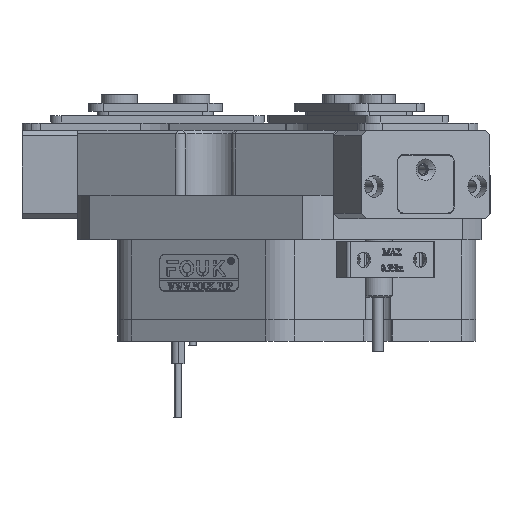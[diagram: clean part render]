
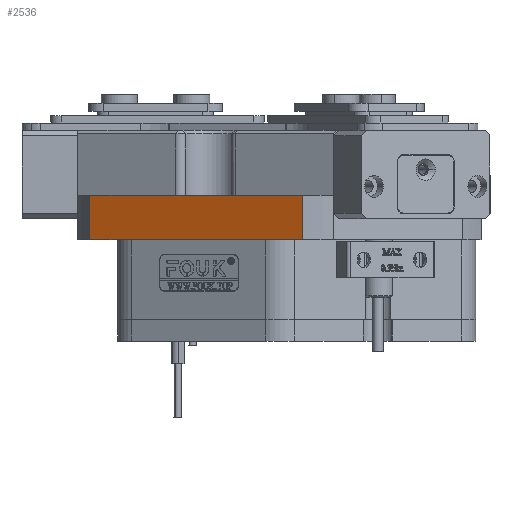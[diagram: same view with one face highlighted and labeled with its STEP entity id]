
A CAD part, front view. The second image highlights one B-rep face of the part: STEP entity #2536.
In plain terms, the highlighted planar face has unit normal (-0.5, -0.866, 0).
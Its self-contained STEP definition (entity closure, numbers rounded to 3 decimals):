
#2536 = ADVANCED_FACE ( 'NONE', ( #23451 ), #17155, .T. ) ;
#6790 = VECTOR ( 'NONE', #21567, 1000. ) ;
#7591 = ORIENTED_EDGE ( 'NONE', *, *, #10161, .T. ) ;
#7767 = VECTOR ( 'NONE', #65918, 1000. ) ;
#8934 = LINE ( 'NONE', #13975, #48852 ) ;
#9863 = EDGE_CURVE ( 'NONE', #27554, #50193, #49221, .T. ) ;
#10161 = EDGE_CURVE ( 'NONE', #28158, #27554, #44382, .T. ) ;
#12743 = CARTESIAN_POINT ( 'NONE',  ( -105., 0., 22. ) ) ;
#13975 = CARTESIAN_POINT ( 'NONE',  ( 3.118, -62.422, 52.3 ) ) ;
#17155 = PLANE ( 'NONE',  #50052 ) ;
#17799 = DIRECTION ( 'NONE',  ( -0.5, -0.866, 0. ) ) ;
#19116 = CARTESIAN_POINT ( 'NONE',  ( -55.618, -28.511, 34.3 ) ) ;
#20197 = EDGE_CURVE ( 'NONE', #50193, #60814, #8934, .T. ) ;
#20528 = ORIENTED_EDGE ( 'NONE', *, *, #9863, .T. ) ;
#21567 = DIRECTION ( 'NONE',  ( 0., 0., -1. ) ) ;
#22710 = DIRECTION ( 'NONE',  ( 0.866, -0.5, 0. ) ) ;
#23451 = FACE_OUTER_BOUND ( 'NONE', #23467, .T. ) ;
#23467 = EDGE_LOOP ( 'NONE', ( #7591, #20528, #34533, #53026 ) ) ;
#27554 = VERTEX_POINT ( 'NONE', #33257 ) ;
#28158 = VERTEX_POINT ( 'NONE', #19116 ) ;
#30314 = CARTESIAN_POINT ( 'NONE',  ( -105., 0., 34.3 ) ) ;
#30687 = CARTESIAN_POINT ( 'NONE',  ( -105., 0., 0. ) ) ;
#33257 = CARTESIAN_POINT ( 'NONE',  ( -55.618, -28.511, 22. ) ) ;
#34533 = ORIENTED_EDGE ( 'NONE', *, *, #20197, .T. ) ;
#35608 = VECTOR ( 'NONE', #38853, 1000. ) ;
#38853 = DIRECTION ( 'NONE',  ( 0.866, -0.5, 0. ) ) ;
#44382 = LINE ( 'NONE', #52307, #6790 ) ;
#45949 = CARTESIAN_POINT ( 'NONE',  ( 3.118, -62.422, 22. ) ) ;
#46163 = EDGE_CURVE ( 'NONE', #60814, #28158, #49341, .T. ) ;
#48852 = VECTOR ( 'NONE', #49701, 1000. ) ;
#49221 = LINE ( 'NONE', #12743, #35608 ) ;
#49341 = LINE ( 'NONE', #30314, #7767 ) ;
#49701 = DIRECTION ( 'NONE',  ( 0., 0., 1. ) ) ;
#50052 = AXIS2_PLACEMENT_3D ( 'NONE', #30687, #17799, #22710 ) ;
#50193 = VERTEX_POINT ( 'NONE', #45949 ) ;
#52307 = CARTESIAN_POINT ( 'NONE',  ( -55.618, -28.511, 52.3 ) ) ;
#53026 = ORIENTED_EDGE ( 'NONE', *, *, #46163, .T. ) ;
#60814 = VERTEX_POINT ( 'NONE', #65771 ) ;
#65771 = CARTESIAN_POINT ( 'NONE',  ( 3.118, -62.422, 34.3 ) ) ;
#65918 = DIRECTION ( 'NONE',  ( -0.866, 0.5, 0. ) ) ;
